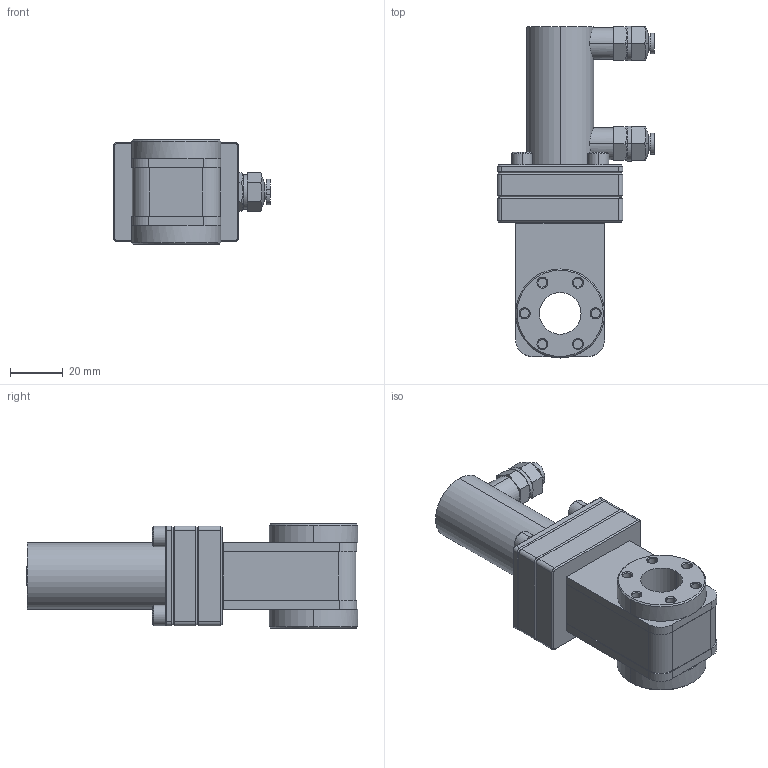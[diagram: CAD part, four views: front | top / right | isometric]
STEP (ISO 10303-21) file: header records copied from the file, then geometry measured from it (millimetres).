
FILE_DESCRIPTION (( 'STEP AP203' ), '1' );
FILE_NAME ('GVMP-0622-CF.STEP', '2017-02-07T16:06:35', ( '' ), ( '' ), 'SwSTEP 2.0', 'SolidWorks 2015', '' );
FILE_SCHEMA (( 'CONFIG_CONTROL_DESIGN' ));
Length unit declared in the file: inch
Products named in the file (1): GVMP-0622-CF
Bounding box: 59.65 x 126.11 x 39.62 mm (x, y, z)
Volume: 118299.4 mm3; surface area: 24456.2 mm2
Topology: 1 solids, 1 shells, 341 faces, 772 edges, 452 vertices
Faces by surface type: plane 171, cone 90, cylinder 80
Entity records: 9591 total; most frequent: CARTESIAN_POINT 1910, DIRECTION 1642, ORIENTED_EDGE 1520, EDGE_CURVE 760, AXIS2_PLACEMENT_3D 608, VERTEX_POINT 452, VECTOR 426, LINE 426
